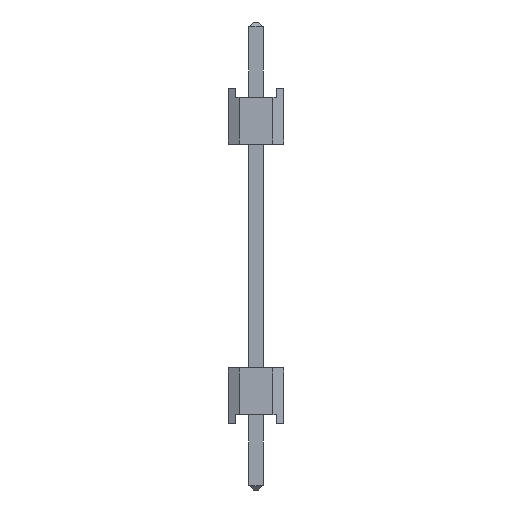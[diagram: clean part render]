
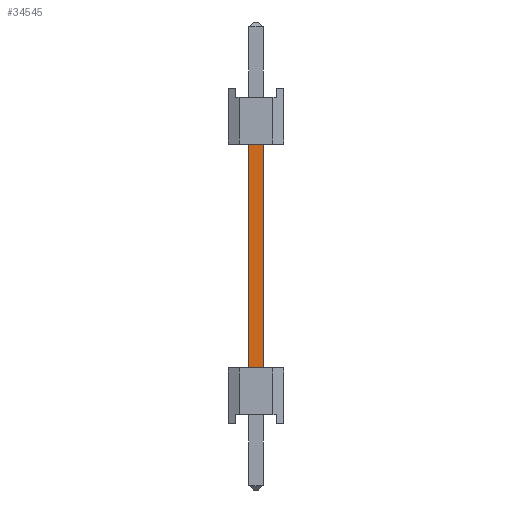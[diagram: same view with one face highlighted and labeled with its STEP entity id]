
A CAD part, left-side view. The second image highlights one B-rep face of the part: STEP entity #34545.
In plain terms, the highlighted face is planar.
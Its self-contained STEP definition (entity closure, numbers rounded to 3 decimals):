
#2720=ORIENTED_EDGE('',*,*,#8690,.T.);
#2721=ORIENTED_EDGE('',*,*,#8693,.F.);
#2722=ORIENTED_EDGE('',*,*,#8692,.F.);
#2723=ORIENTED_EDGE('',*,*,#8311,.F.);
#8311=EDGE_CURVE('',#11585,#11586,#14219,.T.);
#8690=EDGE_CURVE('',#11585,#11838,#14598,.T.);
#8692=EDGE_CURVE('',#11586,#11839,#14600,.T.);
#8693=EDGE_CURVE('',#11839,#11838,#14601,.T.);
#11585=VERTEX_POINT('',#45302);
#11586=VERTEX_POINT('',#45304);
#11838=VERTEX_POINT('',#46061);
#11839=VERTEX_POINT('',#46065);
#14219=LINE('',#45303,#17815);
#14598=LINE('',#46062,#18194);
#14600=LINE('',#46066,#18196);
#14601=LINE('',#46068,#18197);
#17815=VECTOR('',#38549,1000.);
#18194=VECTOR('',#39182,1000.);
#18196=VECTOR('',#39186,1000.);
#18197=VECTOR('',#39189,1000.);
#20831=EDGE_LOOP('',(#2720,#2721,#2722,#2723));
#22311=FACE_BOUND('',#20831,.T.);
#23727=PLANE('',#35904);
#34545=ADVANCED_FACE('',(#22311),#23727,.F.);
#35904=AXIS2_PLACEMENT_3D('',#46067,#39187,#39188);
#38549=DIRECTION('',(0.,-1.,0.));
#39182=DIRECTION('',(0.,0.,1.));
#39186=DIRECTION('',(0.,0.,1.));
#39187=DIRECTION('',(-1.,0.,0.));
#39188=DIRECTION('',(0.,0.,1.));
#39189=DIRECTION('',(0.,1.,0.));
#45302=CARTESIAN_POINT('',(-39.05,0.32,10.51));
#45303=CARTESIAN_POINT('',(-39.05,1.27,10.51));
#45304=CARTESIAN_POINT('',(-39.05,-0.32,10.51));
#46061=CARTESIAN_POINT('',(-39.05,0.32,20.67));
#46062=CARTESIAN_POINT('',(-39.05,0.32,4.97));
#46065=CARTESIAN_POINT('',(-39.05,-0.32,20.67));
#46066=CARTESIAN_POINT('',(-39.05,-0.32,4.97));
#46067=CARTESIAN_POINT('',(-39.05,-0.32,4.97));
#46068=CARTESIAN_POINT('',(-39.05,-1.27,20.67));
